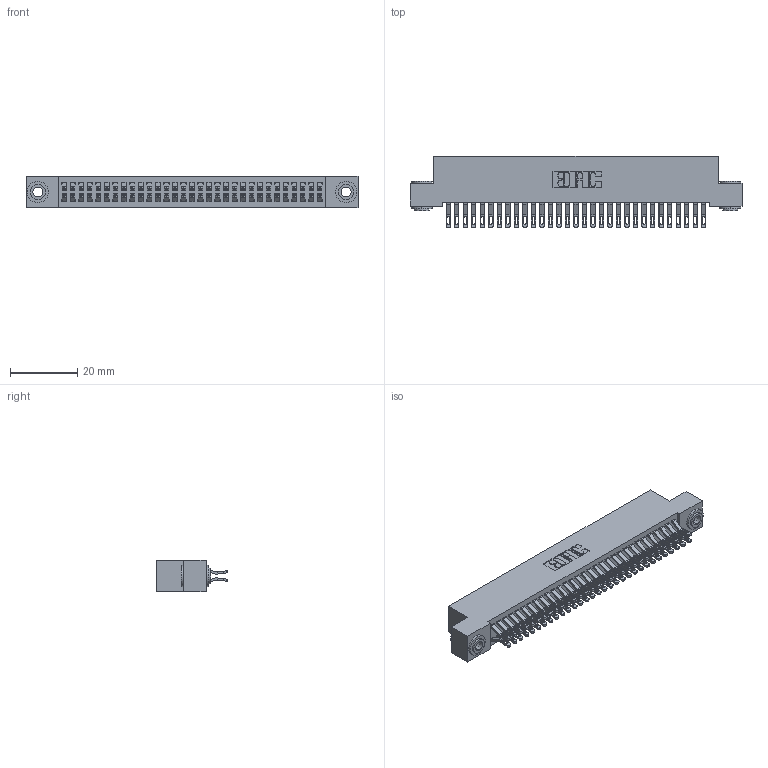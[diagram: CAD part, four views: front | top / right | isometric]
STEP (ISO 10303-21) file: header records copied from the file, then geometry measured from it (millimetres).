
FILE_DESCRIPTION (( 'STEP AP203' ), '1' );
FILE_NAME ('342-062-555-203.STEP', '2019-10-03T14:00:24', ( '' ), ( '' ), 'SwSTEP 2.0', 'SolidWorks 2016', '' );
FILE_SCHEMA (( 'CONFIG_CONTROL_DESIGN' ));
Length unit declared in the file: inch
Products named in the file (4): 345-292-001_555 Tail; 342-250-002_345-250-002-102; 342-062-555-203; 342 Part_.156 TH
Assembly tree (65 placements, depth 2):
  342-062-555-203
    342 Part_.156 TH
    345-292-001_555 Tail  x62
    342-250-002_345-250-002-102  x2
Bounding box: 99.06 x 21.47 x 9.4 mm (x, y, z)
Volume: 9043.6 mm3; surface area: 15263.6 mm2
Topology: 65 solids, 65 shells, 3744 faces, 11721 edges, 7810 vertices
Faces by surface type: plane 2184, cylinder 1552, cone 8
Entity records: 22210 total; most frequent: CARTESIAN_POINT 3703, ORIENTED_EDGE 3602, DIRECTION 3187, EDGE_CURVE 1801, LINE 1629, VECTOR 1629, VERTEX_POINT 1198, AXIS2_PLACEMENT_3D 779
